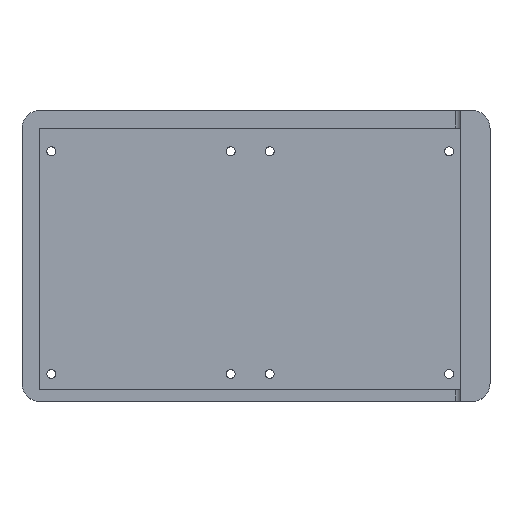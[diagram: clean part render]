
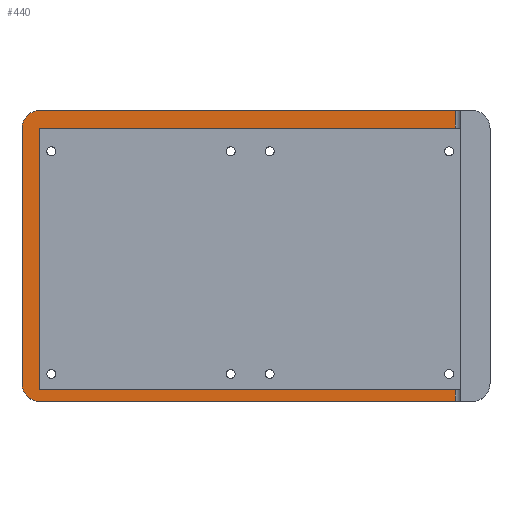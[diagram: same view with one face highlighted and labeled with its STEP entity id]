
A CAD part, top view. The second image highlights one B-rep face of the part: STEP entity #440.
In plain terms, the highlighted planar face has unit normal (0, 0, 1).
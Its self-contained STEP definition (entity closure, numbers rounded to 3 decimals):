
#4 = VERTEX_POINT ( 'NONE', #912 ) ;
#10 = VECTOR ( 'NONE', #51, 1000. ) ;
#16 = CARTESIAN_POINT ( 'NONE',  ( 143., 94., 6. ) ) ;
#23 = DIRECTION ( 'NONE',  ( -1., 0., 0. ) ) ;
#29 = VECTOR ( 'NONE', #1420, 1000. ) ;
#51 = DIRECTION ( 'NONE',  ( -1., 0., 0. ) ) ;
#83 = EDGE_CURVE ( 'NONE', #708, #1515, #1173, .T. ) ;
#153 = LINE ( 'NONE', #1634, #1469 ) ;
#197 = EDGE_CURVE ( 'NONE', #320, #1491, #153, .T. ) ;
#211 = CARTESIAN_POINT ( 'NONE',  ( 0., 94., 6. ) ) ;
#219 = CARTESIAN_POINT ( 'NONE',  ( -6., 94., 6. ) ) ;
#242 = VERTEX_POINT ( 'NONE', #1210 ) ;
#278 = CARTESIAN_POINT ( 'NONE',  ( 145., 94., 6. ) ) ;
#296 = EDGE_CURVE ( 'NONE', #1491, #457, #682, .T. ) ;
#320 = VERTEX_POINT ( 'NONE', #1111 ) ;
#332 = DIRECTION ( 'NONE',  ( 0., 0., 1. ) ) ;
#339 = ORIENTED_EDGE ( 'NONE', *, *, #643, .T. ) ;
#346 = CARTESIAN_POINT ( 'NONE',  ( 143., 94., 6. ) ) ;
#400 = VECTOR ( 'NONE', #573, 1000. ) ;
#440 = ADVANCED_FACE ( 'NONE', ( #1414 ), #1661, .T. ) ;
#443 = LINE ( 'NONE', #16, #675 ) ;
#457 = VERTEX_POINT ( 'NONE', #484 ) ;
#462 = CARTESIAN_POINT ( 'NONE',  ( 0., 6., 6. ) ) ;
#465 = CARTESIAN_POINT ( 'NONE',  ( 149., 100., 6. ) ) ;
#467 = DIRECTION ( 'NONE',  ( 0., 1., 0. ) ) ;
#484 = CARTESIAN_POINT ( 'NONE',  ( 0., 94., 6. ) ) ;
#490 = ORIENTED_EDGE ( 'NONE', *, *, #910, .T. ) ;
#565 = EDGE_LOOP ( 'NONE', ( #587, #651, #759, #1369, #339, #1528, #929, #605, #490, #1666 ) ) ;
#573 = DIRECTION ( 'NONE',  ( 1., 0., 0. ) ) ;
#587 = ORIENTED_EDGE ( 'NONE', *, *, #1523, .T. ) ;
#599 = DIRECTION ( 'NONE',  ( 0., 0., 1. ) ) ;
#605 = ORIENTED_EDGE ( 'NONE', *, *, #83, .T. ) ;
#633 = EDGE_CURVE ( 'NONE', #1718, #320, #443, .T. ) ;
#643 = EDGE_CURVE ( 'NONE', #457, #242, #1145, .T. ) ;
#649 = CARTESIAN_POINT ( 'NONE',  ( 143., 0., 6. ) ) ;
#651 = ORIENTED_EDGE ( 'NONE', *, *, #633, .T. ) ;
#675 = VECTOR ( 'NONE', #1627, 1000. ) ;
#682 = LINE ( 'NONE', #877, #1197 ) ;
#708 = VERTEX_POINT ( 'NONE', #1389 ) ;
#734 = LINE ( 'NONE', #465, #10 ) ;
#748 = EDGE_CURVE ( 'NONE', #1276, #708, #734, .T. ) ;
#759 = ORIENTED_EDGE ( 'NONE', *, *, #197, .T. ) ;
#858 = VERTEX_POINT ( 'NONE', #1143 ) ;
#877 = CARTESIAN_POINT ( 'NONE',  ( 0., 94., 6. ) ) ;
#897 = DIRECTION ( 'NONE',  ( 1., 0., 0. ) ) ;
#910 = EDGE_CURVE ( 'NONE', #1515, #858, #1289, .T. ) ;
#912 = CARTESIAN_POINT ( 'NONE',  ( 0., 0., 6. ) ) ;
#927 = DIRECTION ( 'NONE',  ( 1., 0., 0. ) ) ;
#929 = ORIENTED_EDGE ( 'NONE', *, *, #748, .T. ) ;
#991 = AXIS2_PLACEMENT_3D ( 'NONE', #1198, #1464, #927 ) ;
#1008 = DIRECTION ( 'NONE',  ( 0., -1., 0. ) ) ;
#1034 = DIRECTION ( 'NONE',  ( 1., 0., 0. ) ) ;
#1048 = LINE ( 'NONE', #346, #29 ) ;
#1111 = CARTESIAN_POINT ( 'NONE',  ( 143., 4., 6. ) ) ;
#1112 = VECTOR ( 'NONE', #1008, 1000. ) ;
#1143 = CARTESIAN_POINT ( 'NONE',  ( -6., 6., 6. ) ) ;
#1145 = LINE ( 'NONE', #278, #400 ) ;
#1155 = CARTESIAN_POINT ( 'NONE',  ( 0., 0., 6. ) ) ;
#1173 = CIRCLE ( 'NONE', #991, 6. ) ;
#1197 = VECTOR ( 'NONE', #467, 1000. ) ;
#1198 = CARTESIAN_POINT ( 'NONE',  ( 0., 94., 6. ) ) ;
#1210 = CARTESIAN_POINT ( 'NONE',  ( 143., 94., 6. ) ) ;
#1226 = VECTOR ( 'NONE', #1034, 1000. ) ;
#1257 = CARTESIAN_POINT ( 'NONE',  ( 0., 4., 6. ) ) ;
#1267 = CIRCLE ( 'NONE', #1647, 6. ) ;
#1276 = VERTEX_POINT ( 'NONE', #1471 ) ;
#1289 = LINE ( 'NONE', #219, #1112 ) ;
#1299 = AXIS2_PLACEMENT_3D ( 'NONE', #211, #332, #897 ) ;
#1350 = LINE ( 'NONE', #1155, #1226 ) ;
#1369 = ORIENTED_EDGE ( 'NONE', *, *, #296, .T. ) ;
#1389 = CARTESIAN_POINT ( 'NONE',  ( 0., 100., 6. ) ) ;
#1399 = EDGE_CURVE ( 'NONE', #858, #4, #1267, .T. ) ;
#1414 = FACE_OUTER_BOUND ( 'NONE', #565, .T. ) ;
#1420 = DIRECTION ( 'NONE',  ( 0., 1., 0. ) ) ;
#1464 = DIRECTION ( 'NONE',  ( 0., 0., 1. ) ) ;
#1469 = VECTOR ( 'NONE', #23, 1000. ) ;
#1471 = CARTESIAN_POINT ( 'NONE',  ( 143., 100., 6. ) ) ;
#1491 = VERTEX_POINT ( 'NONE', #1257 ) ;
#1515 = VERTEX_POINT ( 'NONE', #1524 ) ;
#1523 = EDGE_CURVE ( 'NONE', #4, #1718, #1350, .T. ) ;
#1524 = CARTESIAN_POINT ( 'NONE',  ( -6., 94., 6. ) ) ;
#1528 = ORIENTED_EDGE ( 'NONE', *, *, #1621, .T. ) ;
#1621 = EDGE_CURVE ( 'NONE', #242, #1276, #1048, .T. ) ;
#1627 = DIRECTION ( 'NONE',  ( 0., 1., 0. ) ) ;
#1634 = CARTESIAN_POINT ( 'NONE',  ( 145., 4., 6. ) ) ;
#1645 = DIRECTION ( 'NONE',  ( 1., 0., 0. ) ) ;
#1647 = AXIS2_PLACEMENT_3D ( 'NONE', #462, #599, #1645 ) ;
#1661 = PLANE ( 'NONE',  #1299 ) ;
#1666 = ORIENTED_EDGE ( 'NONE', *, *, #1399, .T. ) ;
#1718 = VERTEX_POINT ( 'NONE', #649 ) ;
